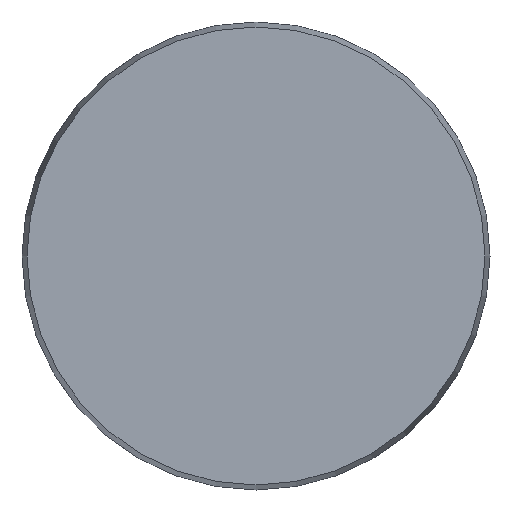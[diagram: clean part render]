
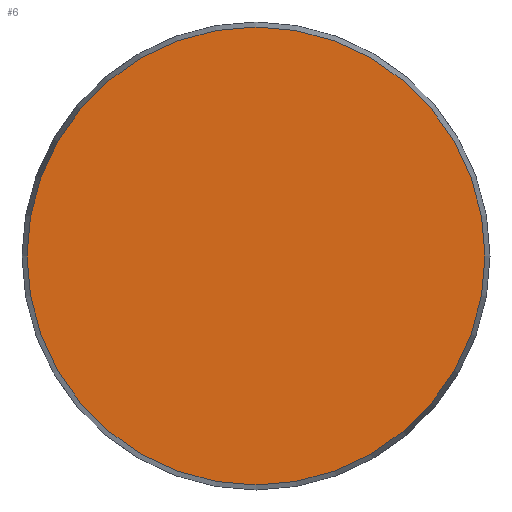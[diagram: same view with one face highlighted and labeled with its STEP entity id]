
A CAD part, front view. The second image highlights one B-rep face of the part: STEP entity #6.
In plain terms, the highlighted planar face has unit normal (0, -1, 0).
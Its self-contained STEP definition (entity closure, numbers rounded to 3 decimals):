
#6 = ADVANCED_FACE ( 'NONE', ( #364 ), #443, .F. ) ;
#40 = DIRECTION ( 'NONE',  ( 0., 0., 1. ) ) ;
#42 = AXIS2_PLACEMENT_3D ( 'NONE', #151, #497, #414 ) ;
#111 = VERTEX_POINT ( 'NONE', #1013 ) ;
#134 = CARTESIAN_POINT ( 'NONE',  ( -39.143, 0., 0. ) ) ;
#151 = CARTESIAN_POINT ( 'NONE',  ( 0., 0., 0. ) ) ;
#196 = CARTESIAN_POINT ( 'NONE',  ( 0., 0., 0. ) ) ;
#296 = EDGE_CURVE ( 'NONE', #111, #986, #533, .T. ) ;
#322 = ORIENTED_EDGE ( 'NONE', *, *, #670, .T. ) ;
#333 = CARTESIAN_POINT ( 'NONE',  ( 0., 0., 39.143 ) ) ;
#340 = EDGE_LOOP ( 'NONE', ( #322, #500 ) ) ;
#364 = FACE_OUTER_BOUND ( 'NONE', #340, .T. ) ;
#414 = DIRECTION ( 'NONE',  ( 0., 0., -1. ) ) ;
#443 = PLANE ( 'NONE',  #954 ) ;
#451 = AXIS2_PLACEMENT_3D ( 'NONE', #196, #588, #517 ) ;
#497 = DIRECTION ( 'NONE',  ( 0., -1., 0. ) ) ;
#500 = ORIENTED_EDGE ( 'NONE', *, *, #296, .T. ) ;
#517 = DIRECTION ( 'NONE',  ( 0., 0., -1. ) ) ;
#533 = CIRCLE ( 'NONE', #451, 39.143 ) ;
#588 = DIRECTION ( 'NONE',  ( 0., -1., 0. ) ) ;
#607 = DIRECTION ( 'NONE',  ( 0., 1., 0. ) ) ;
#670 = EDGE_CURVE ( 'NONE', #986, #111, #848, .T. ) ;
#848 = CIRCLE ( 'NONE', #42, 39.143 ) ;
#954 = AXIS2_PLACEMENT_3D ( 'NONE', #134, #607, #40 ) ;
#986 = VERTEX_POINT ( 'NONE', #333 ) ;
#1013 = CARTESIAN_POINT ( 'NONE',  ( 0., 0., -39.143 ) ) ;
